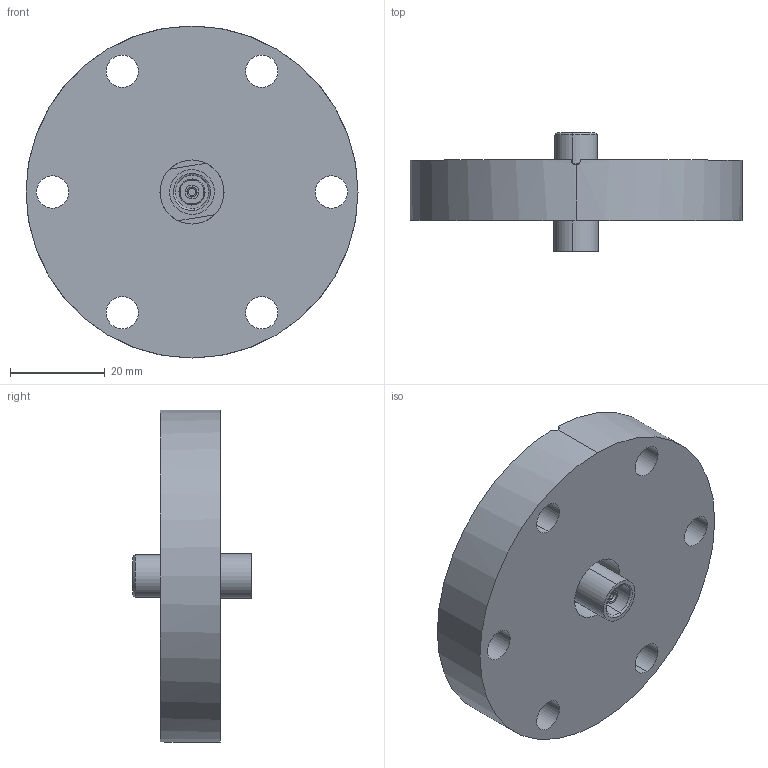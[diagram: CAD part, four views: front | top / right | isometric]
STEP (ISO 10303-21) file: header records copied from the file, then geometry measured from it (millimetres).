
FILE_DESCRIPTION (( 'STEP AP214' ), '1' );
FILE_NAME ('243-TRIAX-C40.STEP', '2016-01-26T08:41:30', ( 'allectra' ), ( 'Microsoft' ), 'SwSTEP 2.0', 'SolidWorks 2014', '' );
FILE_SCHEMA (( 'AUTOMOTIVE_DESIGN' ));
Length unit declared in the file: millimetre
Products named in the file (5): 243-TRIAX; 9243-TRIAX-C40_DN40 CF; 9243-TRIAX-C40; 243-TRIAX-C40
Assembly tree (2 placements, depth 2):
  243-TRIAX
  9243-TRIAX-C40
  243-TRIAX-C40
    9243-TRIAX-C40_DN40 CF
    243-TRIAX
Bounding box: 69.9 x 25 x 69.9 mm (x, y, z)
Volume: 43341.3 mm3; surface area: 14001.5 mm2
Topology: 2 solids, 3 shells, 117 faces, 254 edges, 158 vertices
Faces by surface type: cylinder 54, plane 27, cone 22, torus 14
Entity records: 3452 total; most frequent: DIRECTION 652, CARTESIAN_POINT 601, ORIENTED_EDGE 508, AXIS2_PLACEMENT_3D 283, EDGE_CURVE 254, CIRCLE 160, VERTEX_POINT 158, EDGE_LOOP 148
